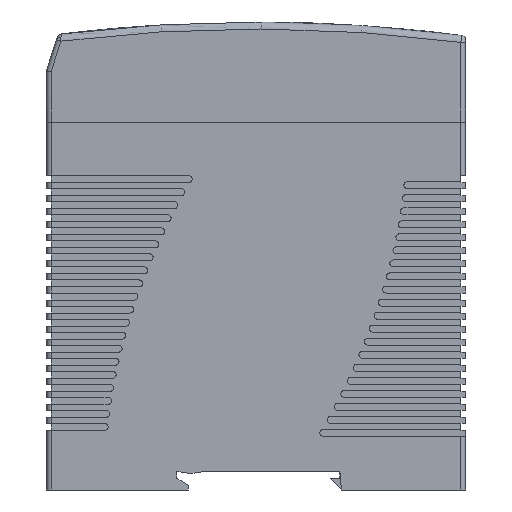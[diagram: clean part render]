
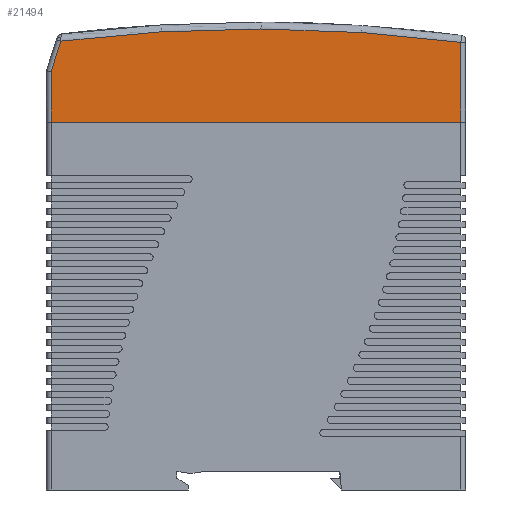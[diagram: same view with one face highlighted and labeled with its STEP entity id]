
A CAD part, left-side view. The second image highlights one B-rep face of the part: STEP entity #21494.
In plain terms, the highlighted planar face has unit normal (-1, 0, 0).
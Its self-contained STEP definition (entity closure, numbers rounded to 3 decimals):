
#1834=CIRCLE('',#22757,337.5);
#2912=FACE_OUTER_BOUND('',#4147,.T.);
#4147=EDGE_LOOP('',(#19251,#19252,#19253,#19254,#19255));
#6031=LINE('',#105014,#7978);
#6035=LINE('',#105104,#7982);
#6036=LINE('',#105106,#7983);
#6037=LINE('',#105107,#7984);
#7978=VECTOR('',#26948,17.12);
#7982=VECTOR('',#26968,6.869);
#7983=VECTOR('',#26969,10.844);
#7984=VECTOR('',#26970,88.);
#10103=VERTEX_POINT('',#105007);
#10106=VERTEX_POINT('',#105012);
#10113=VERTEX_POINT('',#105101);
#10114=VERTEX_POINT('',#105103);
#10115=VERTEX_POINT('',#105105);
#13180=EDGE_CURVE('',#10106,#10103,#6031,.T.);
#13192=EDGE_CURVE('',#10113,#10106,#1834,.T.);
#13193=EDGE_CURVE('',#10114,#10113,#6035,.T.);
#13194=EDGE_CURVE('',#10115,#10114,#6036,.T.);
#13195=EDGE_CURVE('',#10115,#10103,#6037,.T.);
#19251=ORIENTED_EDGE('',*,*,#13180,.F.);
#19252=ORIENTED_EDGE('',*,*,#13192,.F.);
#19253=ORIENTED_EDGE('',*,*,#13193,.F.);
#19254=ORIENTED_EDGE('',*,*,#13194,.F.);
#19255=ORIENTED_EDGE('',*,*,#13195,.T.);
#20298=PLANE('',#22756);
#21494=ADVANCED_FACE('',(#2912),#20298,.T.);
#22756=AXIS2_PLACEMENT_3D('',#105100,#26964,#26965);
#22757=AXIS2_PLACEMENT_3D('',#105102,#26966,#26967);
#26948=DIRECTION('',(0.,0.,-1.));
#26964=DIRECTION('center_axis',(-1.,0.,0.));
#26965=DIRECTION('ref_axis',(0.,-1.,0.));
#26966=DIRECTION('center_axis',(1.,0.,0.));
#26967=DIRECTION('ref_axis',(0.,-0.004,1.));
#26968=DIRECTION('',(0.,-0.304,0.953));
#26969=DIRECTION('',(0.,0.,1.));
#26970=DIRECTION('',(0.,-1.,0.));
#105007=CARTESIAN_POINT('',(0.,1.,0.));
#105012=CARTESIAN_POINT('',(0.,1.,17.12));
#105014=CARTESIAN_POINT('',(0.,1.,0.));
#105100=CARTESIAN_POINT('Origin',(0.,90.,0.));
#105101=CARTESIAN_POINT('',(0.,86.909,17.388));
#105102=CARTESIAN_POINT('Origin',(0.,45.,-317.5));
#105103=CARTESIAN_POINT('',(0.,89.,10.844));
#105104=CARTESIAN_POINT('',(0.,90.642,5.705));
#105105=CARTESIAN_POINT('',(0.,89.,0.));
#105106=CARTESIAN_POINT('',(0.,89.,0.));
#105107=CARTESIAN_POINT('',(0.,90.,0.));
